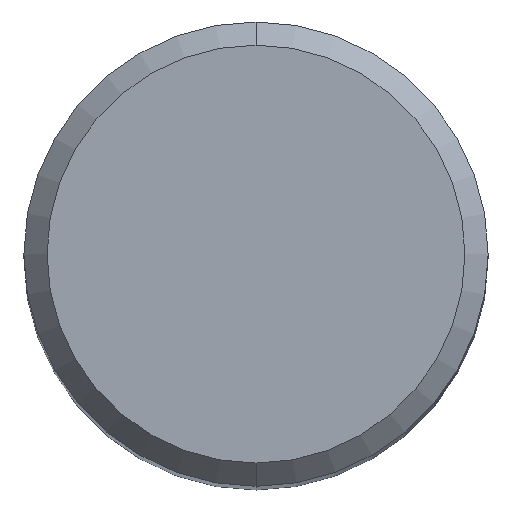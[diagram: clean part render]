
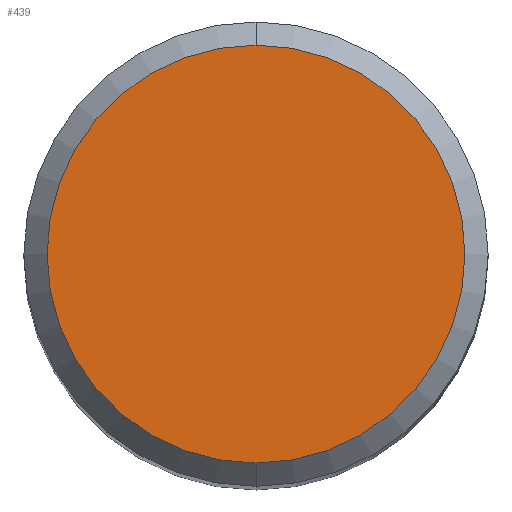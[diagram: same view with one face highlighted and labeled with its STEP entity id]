
A CAD part, top view. The second image highlights one B-rep face of the part: STEP entity #439.
In plain terms, the highlighted planar face has unit normal (0, 0, 1).
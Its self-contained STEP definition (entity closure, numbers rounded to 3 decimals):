
#235=EDGE_CURVE('',#379,#429,#540,.T.);
#335=EDGE_CURVE('',#429,#379,#651,.T.);
#379=VERTEX_POINT('',#700);
#429=VERTEX_POINT('',#753);
#439=ADVANCED_FACE('',(#764),#765,.T.);
#540=CIRCLE('',#900,3.6);
#651=CIRCLE('',#1139,3.6);
#700=CARTESIAN_POINT('',(0.,-3.6,0.0));
#753=CARTESIAN_POINT('',(0.0,3.6,0.0));
#764=FACE_OUTER_BOUND('',#1375,.T.);
#765=PLANE('',#1376);
#900=AXIS2_PLACEMENT_3D('',#1491,#1492,#1493);
#1139=AXIS2_PLACEMENT_3D('',#1616,#1617,#1618);
#1375=EDGE_LOOP('',(#1750,#1751));
#1376=AXIS2_PLACEMENT_3D('',#1752,#1753,#1754);
#1491=CARTESIAN_POINT('',(0.0,0.0,0.0));
#1492=DIRECTION('',(0.0,0.0,-1.0));
#1493=DIRECTION('',(0.0,1.0,0.0));
#1616=CARTESIAN_POINT('',(0.0,0.0,0.0));
#1617=DIRECTION('',(0.0,0.0,-1.0));
#1618=DIRECTION('',(0.0,1.0,0.0));
#1750=ORIENTED_EDGE('',*,*,#335,.F.);
#1751=ORIENTED_EDGE('',*,*,#235,.F.);
#1752=CARTESIAN_POINT('',(0.0,1.8,0.0));
#1753=DIRECTION('',(-0.0,0.0,1.0));
#1754=DIRECTION('',(0.0,-1.0,0.0));
